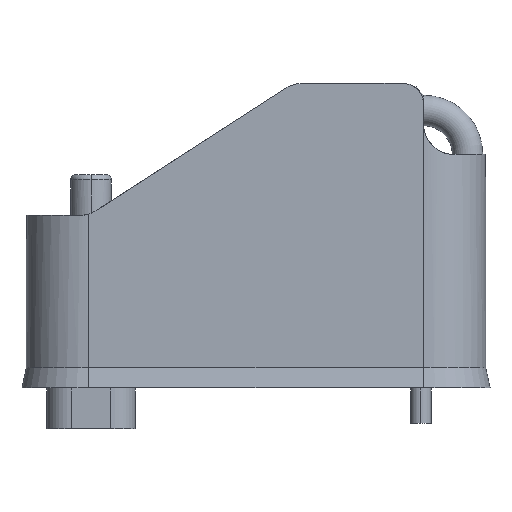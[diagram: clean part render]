
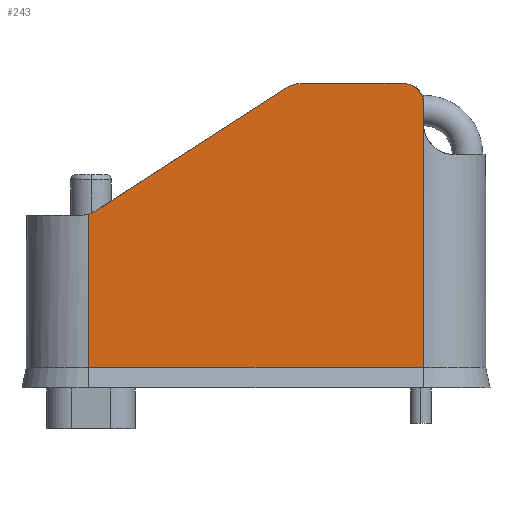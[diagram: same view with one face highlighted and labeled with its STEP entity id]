
A CAD part, front view. The second image highlights one B-rep face of the part: STEP entity #243.
In plain terms, the highlighted planar face has unit normal (0, -1, 0).
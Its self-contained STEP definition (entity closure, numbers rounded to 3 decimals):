
#8 = DIRECTION ( 'NONE',  ( 0., -1., 0. ) ) ;
#39 = DIRECTION ( 'NONE',  ( -1., 0., 0. ) ) ;
#92 = CARTESIAN_POINT ( 'NONE',  ( 2.5, -61.278, 230. ) ) ;
#103 = ORIENTED_EDGE ( 'NONE', *, *, #139, .F. ) ;
#121 = DIRECTION ( 'NONE',  ( 0., 1., 0. ) ) ;
#122 = CARTESIAN_POINT ( 'NONE',  ( -320.077, -61.278, 174.784 ) ) ;
#131 = DIRECTION ( 'NONE',  ( 1., 0., 0. ) ) ;
#139 = EDGE_CURVE ( 'NONE', #1117, #327, #1272, .T. ) ;
#161 = CARTESIAN_POINT ( 'NONE',  ( -327.5, -61.278, 20. ) ) ;
#168 = CARTESIAN_POINT ( 'NONE',  ( -17.5, -61.278, 300. ) ) ;
#222 = DIRECTION ( 'NONE',  ( 1., 0., 0. ) ) ;
#236 = DIRECTION ( 'NONE',  ( -1., 0., 0. ) ) ;
#243 = ADVANCED_FACE ( 'NONE', ( #948 ), #512, .F. ) ;
#251 = AXIS2_PLACEMENT_3D ( 'NONE', #1214, #1068, #1418 ) ;
#271 = EDGE_CURVE ( 'NONE', #552, #327, #976, .T. ) ;
#282 = DIRECTION ( 'NONE',  ( 0., -1., 0. ) ) ;
#299 = CIRCLE ( 'NONE', #399, 30. ) ;
#308 = CARTESIAN_POINT ( 'NONE',  ( -116.988, -61.278, 300. ) ) ;
#318 = LINE ( 'NONE', #1520, #700 ) ;
#327 = VERTEX_POINT ( 'NONE', #1425 ) ;
#346 = CARTESIAN_POINT ( 'NONE',  ( -17.5, -61.278, 280. ) ) ;
#347 = CIRCLE ( 'NONE', #1408, 20. ) ;
#350 = VERTEX_POINT ( 'NONE', #383 ) ;
#383 = CARTESIAN_POINT ( 'NONE',  ( -133.242, -61.278, 295.216 ) ) ;
#385 = ORIENTED_EDGE ( 'NONE', *, *, #937, .T. ) ;
#387 = CARTESIAN_POINT ( 'NONE',  ( 2.5, -61.278, 280. ) ) ;
#399 = AXIS2_PLACEMENT_3D ( 'NONE', #820, #121, #1420 ) ;
#400 = VECTOR ( 'NONE', #222, 1000. ) ;
#414 = ORIENTED_EDGE ( 'NONE', *, *, #962, .T. ) ;
#431 = VECTOR ( 'NONE', #876, 1000. ) ;
#507 = VECTOR ( 'NONE', #131, 1000. ) ;
#512 = PLANE ( 'NONE',  #251 ) ;
#552 = VERTEX_POINT ( 'NONE', #987 ) ;
#555 = VERTEX_POINT ( 'NONE', #308 ) ;
#578 = CIRCLE ( 'NONE', #1430, 30. ) ;
#579 = DIRECTION ( 'NONE',  ( 0., 0., -1. ) ) ;
#582 = VECTOR ( 'NONE', #579, 1000. ) ;
#627 = CARTESIAN_POINT ( 'NONE',  ( 2.5, -61.278, 300. ) ) ;
#637 = VERTEX_POINT ( 'NONE', #387 ) ;
#643 = VERTEX_POINT ( 'NONE', #168 ) ;
#700 = VECTOR ( 'NONE', #1156, 1000. ) ;
#784 = VERTEX_POINT ( 'NONE', #1017 ) ;
#797 = ORIENTED_EDGE ( 'NONE', *, *, #1204, .T. ) ;
#820 = CARTESIAN_POINT ( 'NONE',  ( -336.331, -61.278, 200. ) ) ;
#835 = EDGE_CURVE ( 'NONE', #350, #1315, #318, .T. ) ;
#876 = DIRECTION ( 'NONE',  ( 0., 0., -1. ) ) ;
#918 = ORIENTED_EDGE ( 'NONE', *, *, #1388, .F. ) ;
#937 = EDGE_CURVE ( 'NONE', #637, #643, #347, .T. ) ;
#948 = FACE_OUTER_BOUND ( 'NONE', #1255, .T. ) ;
#962 = EDGE_CURVE ( 'NONE', #1315, #784, #299, .T. ) ;
#966 = VECTOR ( 'NONE', #1445, 1000. ) ;
#976 = LINE ( 'NONE', #161, #507 ) ;
#987 = CARTESIAN_POINT ( 'NONE',  ( -327.5, -61.278, 20. ) ) ;
#1017 = CARTESIAN_POINT ( 'NONE',  ( -327.5, -61.278, 171.329 ) ) ;
#1068 = DIRECTION ( 'NONE',  ( 0., 1., 0. ) ) ;
#1117 = VERTEX_POINT ( 'NONE', #1334 ) ;
#1128 = CARTESIAN_POINT ( 'NONE',  ( -327.5, -61.278, 20. ) ) ;
#1130 = ORIENTED_EDGE ( 'NONE', *, *, #1506, .T. ) ;
#1134 = LINE ( 'NONE', #1128, #431 ) ;
#1138 = ORIENTED_EDGE ( 'NONE', *, *, #835, .T. ) ;
#1156 = DIRECTION ( 'NONE',  ( -0.841, 0., -0.542 ) ) ;
#1204 = EDGE_CURVE ( 'NONE', #784, #552, #1134, .T. ) ;
#1214 = CARTESIAN_POINT ( 'NONE',  ( 2.5, -61.278, 300. ) ) ;
#1255 = EDGE_LOOP ( 'NONE', ( #1508, #385, #918, #1130, #1138, #414, #797, #1479, #103 ) ) ;
#1268 = LINE ( 'NONE', #1274, #400 ) ;
#1272 = LINE ( 'NONE', #92, #582 ) ;
#1274 = CARTESIAN_POINT ( 'NONE',  ( 2.5, -61.278, 300. ) ) ;
#1315 = VERTEX_POINT ( 'NONE', #122 ) ;
#1334 = CARTESIAN_POINT ( 'NONE',  ( 2.5, -61.278, 260. ) ) ;
#1338 = CARTESIAN_POINT ( 'NONE',  ( -116.988, -61.278, 270. ) ) ;
#1388 = EDGE_CURVE ( 'NONE', #555, #643, #1268, .T. ) ;
#1408 = AXIS2_PLACEMENT_3D ( 'NONE', #346, #8, #236 ) ;
#1418 = DIRECTION ( 'NONE',  ( -1., 0., 0. ) ) ;
#1420 = DIRECTION ( 'NONE',  ( -1., 0., 0. ) ) ;
#1425 = CARTESIAN_POINT ( 'NONE',  ( 2.5, -61.278, 20. ) ) ;
#1430 = AXIS2_PLACEMENT_3D ( 'NONE', #1338, #282, #39 ) ;
#1445 = DIRECTION ( 'NONE',  ( 0., 0., -1. ) ) ;
#1453 = LINE ( 'NONE', #627, #966 ) ;
#1479 = ORIENTED_EDGE ( 'NONE', *, *, #271, .T. ) ;
#1482 = EDGE_CURVE ( 'NONE', #637, #1117, #1453, .T. ) ;
#1506 = EDGE_CURVE ( 'NONE', #555, #350, #578, .T. ) ;
#1508 = ORIENTED_EDGE ( 'NONE', *, *, #1482, .F. ) ;
#1520 = CARTESIAN_POINT ( 'NONE',  ( -327.5, -61.278, 170. ) ) ;
